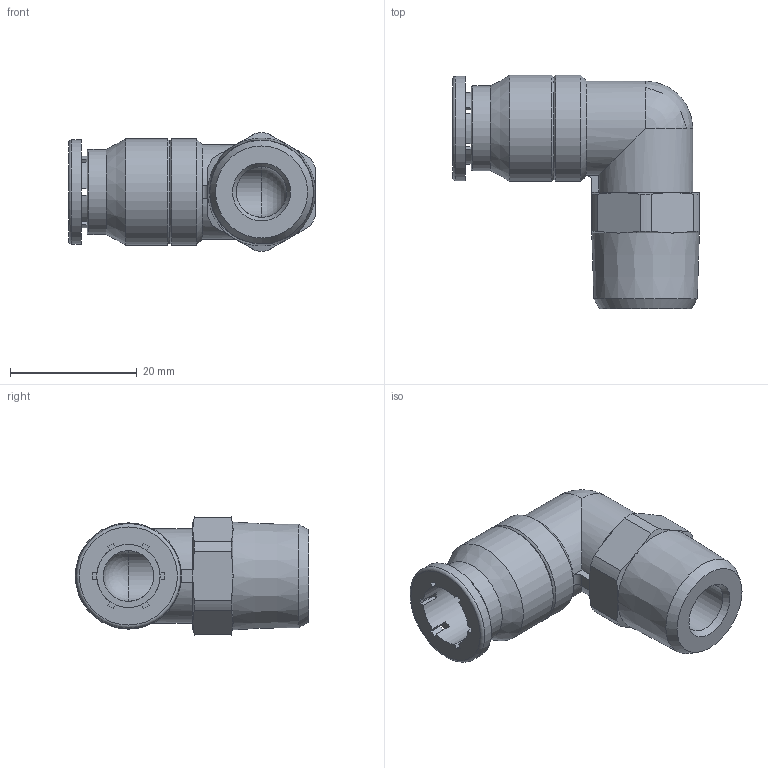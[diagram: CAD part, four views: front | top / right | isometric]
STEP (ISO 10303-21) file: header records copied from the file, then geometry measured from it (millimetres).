
FILE_DESCRIPTION(/* description */ ('STEP AP214'),/* implementation_level */ '2;1');
FILE_NAME(/* name */ '162876_CRQSL-3_8-10',/* time_stamp */ '2024-08-08T21:39:00+02:00',/* author */ ('License CC BY-ND 4.0'),/* organization */ ('CADENAS'),/* preprocessor_version */ 'ST-DEVELOPER v19.3',/* originating_system */ 'PARTsolutions',/* authorisation */ ' ');
FILE_SCHEMA (('AUTOMOTIVE_DESIGN {1 0 10303 214 3 1 1}'));
Length unit declared in the file: millimetre
Products named in the file (1): 162876 CRQSL-3/8-10
Bounding box: 39 x 36.9 x 18.69 mm (x, y, z)
Volume: 7944.9 mm3; surface area: 5099.3 mm2
Topology: 1 solids, 1 shells, 82 faces, 236 edges, 144 vertices
Faces by surface type: plane 30, cylinder 29, cone 19, torus 2, sphere 2
Full cylindrical faces by diameter (mm): 8 x2, 10 x1, 13.44 x1, 16.5 x1, 16.8 x2, 17 x1
Entity records: 2632 total; most frequent: CARTESIAN_POINT 540, DIRECTION 436, ORIENTED_EDGE 424, EDGE_CURVE 212, AXIS2_PLACEMENT_3D 174, VERTEX_POINT 140, EDGE_LOOP 104, FACE_BOUND 104
